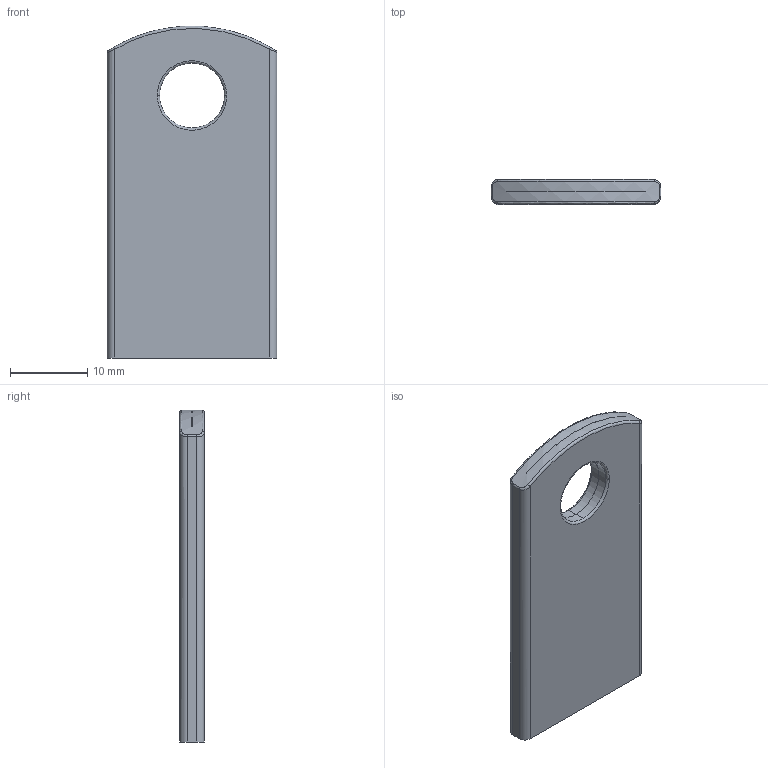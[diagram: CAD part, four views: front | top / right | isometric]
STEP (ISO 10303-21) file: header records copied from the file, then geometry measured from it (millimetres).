
FILE_DESCRIPTION (( 'STEP AP214' ), '1' );
FILE_NAME ('2040-002MP.STEP', '2024-07-31T10:31:51', ( '' ), ( '' ), 'SwSTEP 2.0', 'SolidWorks 2022', '' );
FILE_SCHEMA (( 'AUTOMOTIVE_DESIGN' ));
Length unit declared in the file: millimetre
Products named in the file (1): 2040-002MP
Bounding box: 22 x 3.2 x 43 mm (x, y, z)
Volume: 2160.3 mm3; surface area: 3641.7 mm2
Topology: 1 solids, 1 shells, 36 faces, 91 edges, 58 vertices
Faces by surface type: cylinder 14, plane 12, bspline 10
Entity records: 1705 total; most frequent: CARTESIAN_POINT 824, ORIENTED_EDGE 182, DIRECTION 169, EDGE_CURVE 91, AXIS2_PLACEMENT_3D 65, VERTEX_POINT 58, EDGE_LOOP 43, VECTOR 39
